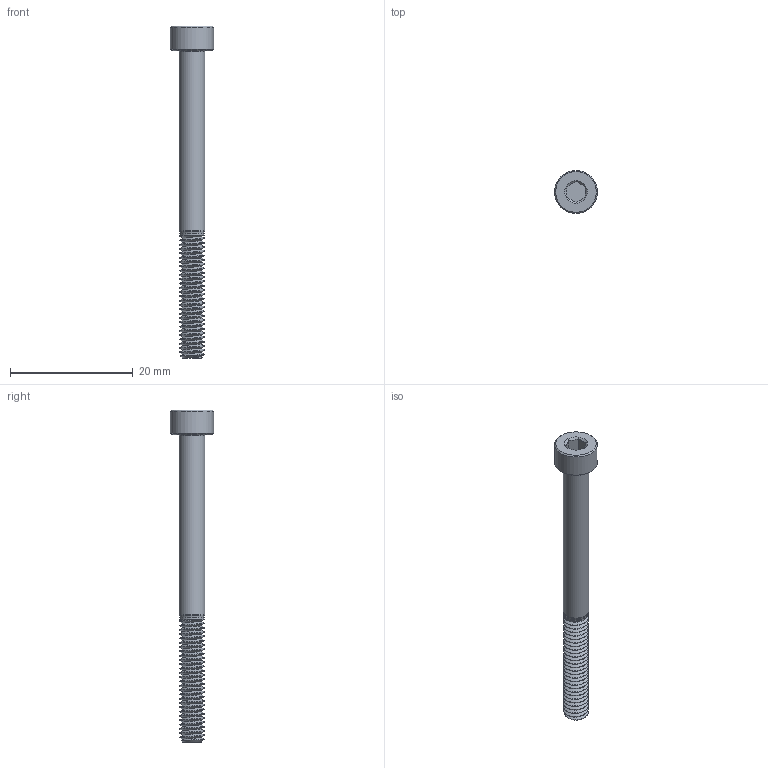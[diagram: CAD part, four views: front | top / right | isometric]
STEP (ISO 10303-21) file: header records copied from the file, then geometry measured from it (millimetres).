
FILE_DESCRIPTION(/* description */ ('STEP AP242','CAx-IF Rec.Pracs.---Representation and Presentation of Product Manufacturing Information (PMI)---4.0---2014-10-13','CAx-IF Rec.Pracs.---3D Tessellated Geometry---0.4---2014-09-14','2;1'),/* implementation_level */ '2;1');
FILE_NAME(/* name */ 'ASM, MAIN, JETSON TRAVEL CASE - SCREW, M4 X 0.7MM, 50MM, CAP HEAD, HEX, BLK-OX ALLOY STEEL, 91290A186',/* time_stamp */ '2025-01-13T23:02:37Z',/* author */ (''),/* organization */ (''),/* preprocessor_version */ 'ST-DEVELOPER v20',/* originating_system */ 'ONSHAPE BY PTC INC, 1.192',/* authorisation */ ' ');
FILE_SCHEMA (('AP242_MANAGED_MODEL_BASED_3D_ENGINEERING_MIM_LF { 1 0 10303 442 1 1 4 }'));
Length unit declared in the file: metre
Products named in the file (1): SCREW, M4 X 0.7MM, 50MM, CAP HEAD, HEX, BLK-OX ALLOY STEEL, 91290A186
Bounding box: 7 x 7 x 54 mm (x, y, z)
Volume: 771.1 mm3; surface area: 1031.9 mm2
Topology: 1 solids, 1 shells, 53 faces, 194 edges, 145 vertices
Faces by surface type: cylinder 32, plane 10, cone 6, torus 3, bspline 2
Full cylindrical faces by diameter (mm): 4 x28, 4.152 x1, 7 x1
Entity records: 4061 total; most frequent: CARTESIAN_POINT 3116, ORIENTED_EDGE 308, EDGE_CURVE 154, VERTEX_POINT 143, DIRECTION 97, AXIS2_PLACEMENT_3D 42, EDGE_LOOP 37, FACE_BOUND 37
